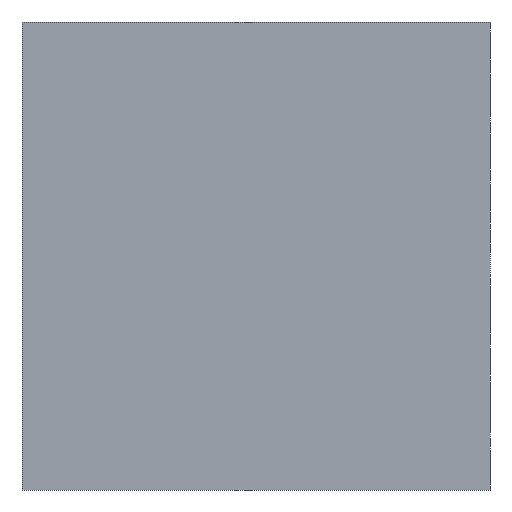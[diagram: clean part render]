
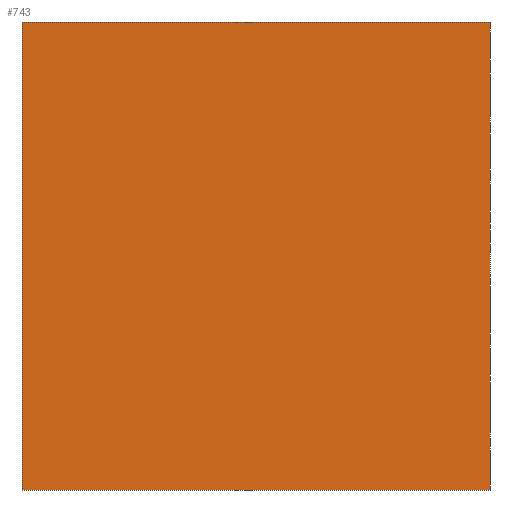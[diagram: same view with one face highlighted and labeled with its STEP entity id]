
A CAD part, front view. The second image highlights one B-rep face of the part: STEP entity #743.
In plain terms, the highlighted planar face has unit normal (0, -1, 0).
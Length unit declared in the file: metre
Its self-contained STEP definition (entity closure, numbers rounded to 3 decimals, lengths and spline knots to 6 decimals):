
#70=ORIENTED_EDGE('',*,*,#298,.F.);
#71=ORIENTED_EDGE('',*,*,#299,.F.);
#72=ORIENTED_EDGE('',*,*,#300,.T.);
#73=ORIENTED_EDGE('',*,*,#297,.T.);
#297=EDGE_CURVE('',#408,#411,#487,.T.);
#298=EDGE_CURVE('',#412,#411,#488,.T.);
#299=EDGE_CURVE('',#413,#412,#489,.T.);
#300=EDGE_CURVE('',#413,#408,#490,.T.);
#408=VERTEX_POINT('',#1106);
#411=VERTEX_POINT('',#1111);
#412=VERTEX_POINT('',#1115);
#413=VERTEX_POINT('',#1117);
#487=LINE('',#1112,#565);
#488=LINE('',#1114,#566);
#489=LINE('',#1116,#567);
#490=LINE('',#1118,#568);
#565=VECTOR('',#878,1.);
#566=VECTOR('',#881,1.);
#567=VECTOR('',#882,1.);
#568=VECTOR('',#883,1.);
#641=EDGE_LOOP('',(#70,#71,#72,#73));
#681=FACE_BOUND('',#641,.T.);
#721=PLANE('',#796);
#743=ADVANCED_FACE('',(#681),#721,.T.);
#796=AXIS2_PLACEMENT_3D('',#1113,#879,#880);
#878=DIRECTION('',(-1.,0.,0.));
#879=DIRECTION('',(0.,-1.,0.));
#880=DIRECTION('',(-1.,0.,0.));
#881=DIRECTION('',(0.,0.,1.));
#882=DIRECTION('',(-1.,0.,0.));
#883=DIRECTION('',(0.,0.,1.));
#1106=CARTESIAN_POINT('',(0.0045,0.,0.0045));
#1111=CARTESIAN_POINT('',(-0.0045,0.,0.0045));
#1112=CARTESIAN_POINT('',(0.0045,0.,0.0045));
#1113=CARTESIAN_POINT('',(0.0045,0.,0.));
#1114=CARTESIAN_POINT('',(-0.0045,0.,0.));
#1115=CARTESIAN_POINT('',(-0.0045,0.,-0.0045));
#1116=CARTESIAN_POINT('',(0.0045,0.,-0.0045));
#1117=CARTESIAN_POINT('',(0.0045,0.,-0.0045));
#1118=CARTESIAN_POINT('',(0.0045,0.,0.));
